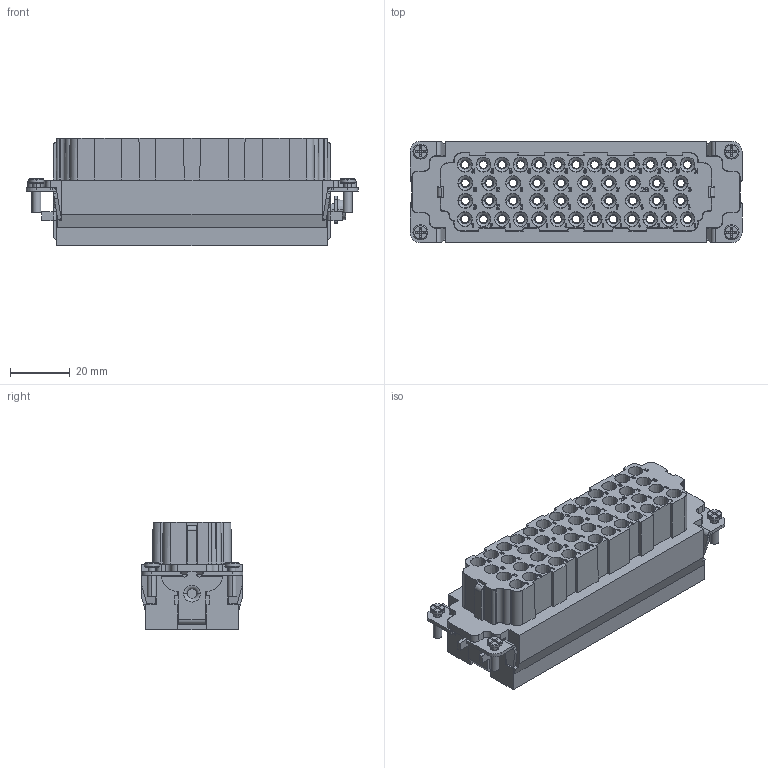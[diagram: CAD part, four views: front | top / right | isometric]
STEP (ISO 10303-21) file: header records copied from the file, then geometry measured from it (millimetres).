
FILE_DESCRIPTION((''),'2;1');
FILE_NAME('PRT0002','2017-08-11T',('tl.yang'),(''),'PRO/ENGINEER BY PARAMETRIC TECHNOLOGY CORPORATION, 2011500','PRO/ENGINEER BY PARAMETRIC TECHNOLOGY CORPORATION, 2011500','');
FILE_SCHEMA(('CONFIG_CONTROL_DESIGN'));
Products named in the file (1): PRT0002
Bounding box: 111 x 34 x 36 mm (x, y, z)
Volume: 67696.8 mm3; surface area: 43581.3 mm2
Topology: 1 solids, 2 shells, 6829 faces, 19269 edges, 12784 vertices
Faces by surface type: plane 6247, cylinder 342, cone 202, bspline 32, torus 6
Entity records: 218083 total; most frequent: CARTESIAN_POINT 40340, ORIENTED_EDGE 38538, DIRECTION 33667, EDGE_CURVE 19269, VECTOR 18205, LINE 18205, VERTEX_POINT 12784, AXIS2_PLACEMENT_3D 7731
